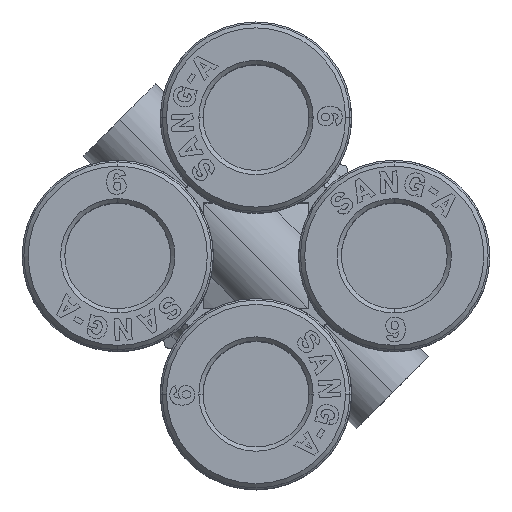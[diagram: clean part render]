
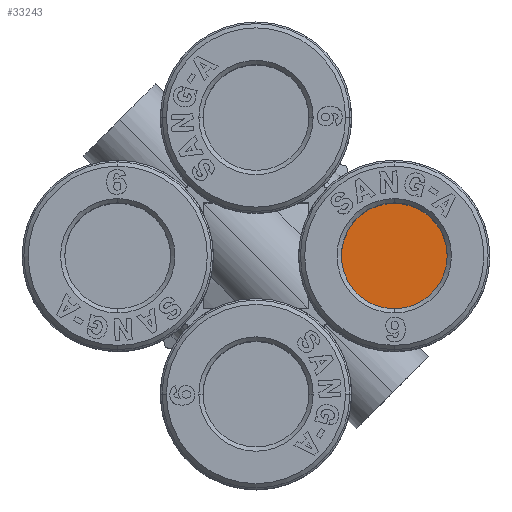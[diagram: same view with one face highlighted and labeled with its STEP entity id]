
A CAD part, top view. The second image highlights one B-rep face of the part: STEP entity #33243.
In plain terms, the highlighted face is planar.
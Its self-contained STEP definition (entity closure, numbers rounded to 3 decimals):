
#2287=CARTESIAN_POINT('',(1.868,0.,-16.976));
#2288=VERTEX_POINT('',#2287);
#2297=CARTESIAN_POINT('',(1.868,0.,-10.776));
#2298=VERTEX_POINT('',#2297);
#2299=CARTESIAN_POINT('',(1.868,0.,-13.876));
#2300=DIRECTION('',(1.0,0.0,0.0));
#2301=DIRECTION('',(0.0,0.0,-1.0));
#2302=AXIS2_PLACEMENT_3D('',#2299,#2300,#2301);
#2303=CIRCLE('',#2302,3.1);
#2304=EDGE_CURVE('',#2288,#2298,#2303,.T.);
#33224=CARTESIAN_POINT('',(1.868,0.,-13.876));
#33225=DIRECTION('',(1.0,0.0,0.0));
#33226=DIRECTION('',(0.0,0.0,-1.0));
#33227=AXIS2_PLACEMENT_3D('',#33224,#33225,#33226);
#33228=CIRCLE('',#33227,3.1);
#33229=EDGE_CURVE('',#2298,#2288,#33228,.T.);
#33234=CARTESIAN_POINT('',(1.868,0.,-13.876));
#33235=DIRECTION('',(1.0,0.0,0.0));
#33236=DIRECTION('',(0.0,0.0,-1.0));
#33237=AXIS2_PLACEMENT_3D('',#33234,#33235,#33236);
#33238=PLANE('',#33237);
#33239=ORIENTED_EDGE('',*,*,#2304,.F.);
#33240=ORIENTED_EDGE('',*,*,#33229,.F.);
#33241=EDGE_LOOP('',(#33239,#33240));
#33242=FACE_OUTER_BOUND('',#33241,.T.);
#33243=ADVANCED_FACE('',(#33242),#33238,.F.);
